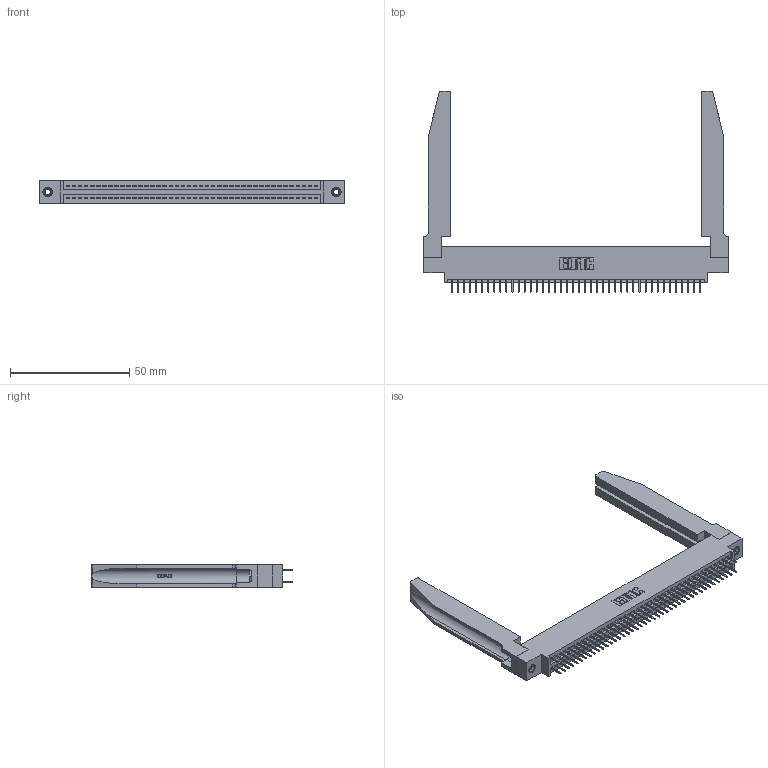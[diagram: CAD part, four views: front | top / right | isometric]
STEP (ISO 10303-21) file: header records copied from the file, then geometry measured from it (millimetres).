
FILE_DESCRIPTION (( 'STEP AP203' ), '1' );
FILE_NAME ('395-084-524-878.STEP', '2019-10-25T08:41:35', ( '' ), ( '' ), 'SwSTEP 2.0', 'SolidWorks 2016', '' );
FILE_SCHEMA (( 'CONFIG_CONTROL_DESIGN' ));
Length unit declared in the file: inch
Products named in the file (5): 345 Part_0.170 Offset - 0.156 Dia-TH; 345-292-001_345-293-124; 345-250-001_345-250-001-102; 345-220-078_345-220-078; 395-084-524-878
Assembly tree (89 placements, depth 2):
  395-084-524-878
    345 Part_0.170 Offset - 0.156 Dia-TH
    345-292-001_345-293-124  x84
    345-250-001_345-250-001-102  x2
    345-220-078_345-220-078  x2
Bounding box: 127.91 x 84.63 x 9.4 mm (x, y, z)
Volume: 19955.7 mm3; surface area: 24658.2 mm2
Topology: 89 solids, 89 shells, 4900 faces, 13813 edges, 8862 vertices
Faces by surface type: plane 3502, cylinder 1346, bspline 36, cone 12, torus 4
Entity records: 37900 total; most frequent: CARTESIAN_POINT 7271, ORIENTED_EDGE 6102, DIRECTION 5405, EDGE_CURVE 3051, LINE 2661, VECTOR 2661, VERTEX_POINT 2024, AXIS2_PLACEMENT_3D 1372
